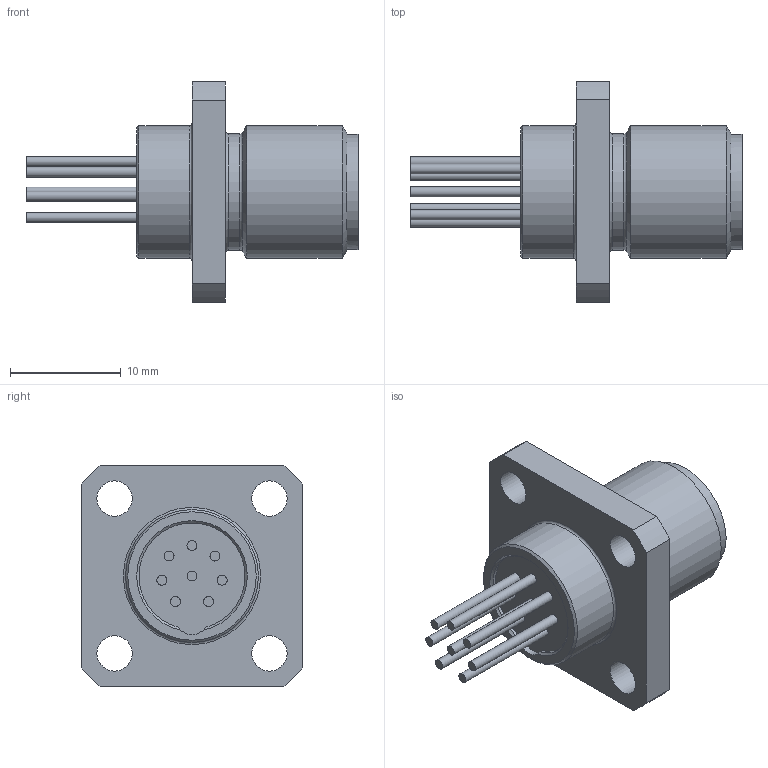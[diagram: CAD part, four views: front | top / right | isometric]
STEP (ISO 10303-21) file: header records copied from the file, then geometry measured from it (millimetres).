
FILE_DESCRIPTION(/* description */ (''),/* implementation_level */ '2;1');
FILE_NAME(/* name */ '09-3483-00-08_bg',/* time_stamp */ '2007-10-24T11:02:39+02:00',/* author */ (''),/* organization */ (''),/* preprocessor_version */ 'ST-DEVELOPER v9',/* originating_system */ 'UGS - NX 4.0',/* authorisation */ '');
FILE_SCHEMA (('CONFIG_CONTROL_DESIGN'));
Length unit declared in the file: millimetre
Products named in the file (1): kbor6EB9erom
Bounding box: 30 x 20 x 20 mm (x, y, z)
Volume: 2508.7 mm3; surface area: 2339.4 mm2
Topology: 1 solids, 1 shells, 86 faces, 199 edges, 128 vertices
Faces by surface type: cylinder 32, plane 30, cone 13, sphere 8, torus 3
Full cylindrical faces by diameter (mm): 0.8 x8, 0.9 x8, 3.2 x4, 8.3 x1, 10.4 x1, 10.5 x1, 12 x2
Entity records: 2040 total; most frequent: DIRECTION 376, CARTESIAN_POINT 310, ORIENTED_EDGE 232, AXIS2_PLACEMENT_3D 175, EDGE_LOOP 163, EDGE_CURVE 116, FACE_BOUND 105, VERTEX_POINT 101
